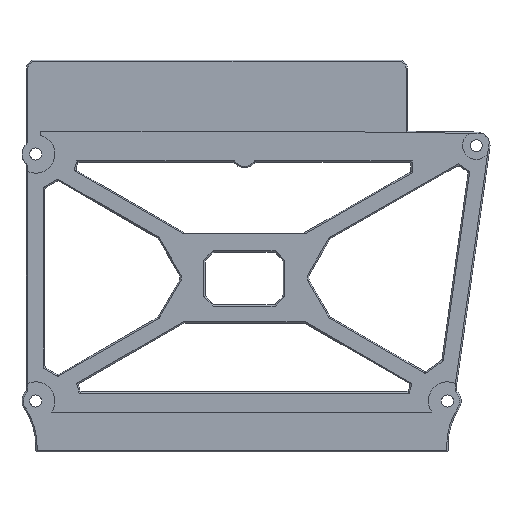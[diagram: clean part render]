
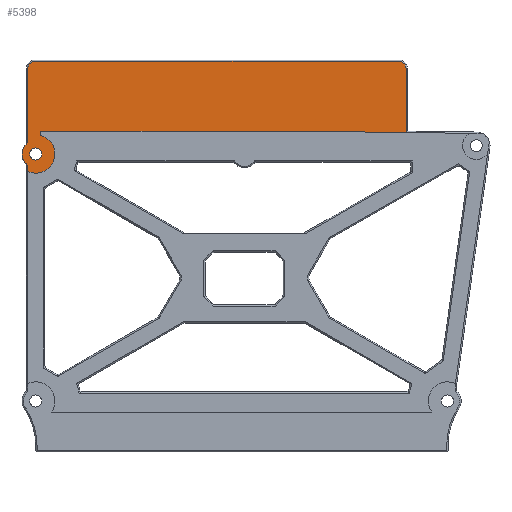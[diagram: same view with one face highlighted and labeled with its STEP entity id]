
A CAD part, front view. The second image highlights one B-rep face of the part: STEP entity #5398.
In plain terms, the highlighted planar face has unit normal (0, -1, 0).
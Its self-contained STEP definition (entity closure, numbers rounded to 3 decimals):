
#161=FACE_BOUND('',#711,.T.);
#187=CIRCLE('',#5740,5.);
#192=CIRCLE('',#5748,2.5);
#194=CIRCLE('',#5752,2.5);
#205=CIRCLE('',#5778,6.977);
#215=CIRCLE('',#5804,2.2);
#345=FACE_OUTER_BOUND('',#710,.T.);
#710=EDGE_LOOP('',(#3850,#3851,#3852,#3853,#3854,#3855,#3856,#3857,#3858,
#3859,#3860,#3861));
#711=EDGE_LOOP('',(#3862));
#1064=LINE('',#7894,#1676);
#1069=LINE('',#7907,#1681);
#1071=LINE('',#7915,#1683);
#1092=LINE('',#8130,#1704);
#1093=LINE('',#8132,#1705);
#1099=LINE('',#8154,#1711);
#1100=LINE('',#8156,#1712);
#1202=LINE('',#8683,#1814);
#1676=VECTOR('',#6262,10.);
#1681=VECTOR('',#6275,10.);
#1683=VECTOR('',#6285,10.);
#1704=VECTOR('',#6336,10.);
#1705=VECTOR('',#6337,10.);
#1711=VECTOR('',#6361,10.);
#1712=VECTOR('',#6362,10.);
#1814=VECTOR('',#6514,10.);
#2296=VERTEX_POINT('',#7855);
#2297=VERTEX_POINT('',#7857);
#2307=VERTEX_POINT('',#7891);
#2308=VERTEX_POINT('',#7893);
#2310=VERTEX_POINT('',#7899);
#2312=VERTEX_POINT('',#7905);
#2314=VERTEX_POINT('',#7911);
#2346=VERTEX_POINT('',#8129);
#2347=VERTEX_POINT('',#8131);
#2354=VERTEX_POINT('',#8153);
#2355=VERTEX_POINT('',#8155);
#2356=VERTEX_POINT('',#8157);
#2460=VERTEX_POINT('',#8686);
#2750=EDGE_CURVE('',#2297,#2296,#187,.T.);
#2761=EDGE_CURVE('',#2307,#2308,#1064,.T.);
#2765=EDGE_CURVE('',#2310,#2307,#192,.T.);
#2768=EDGE_CURVE('',#2312,#2310,#1069,.T.);
#2771=EDGE_CURVE('',#2314,#2312,#194,.T.);
#2772=EDGE_CURVE('',#2297,#2314,#1071,.T.);
#2815=EDGE_CURVE('',#2308,#2346,#1092,.F.);
#2816=EDGE_CURVE('',#2346,#2347,#1093,.T.);
#2828=EDGE_CURVE('',#2347,#2354,#1099,.T.);
#2829=EDGE_CURVE('',#2355,#2354,#1100,.T.);
#2830=EDGE_CURVE('',#2356,#2355,#205,.T.);
#2958=EDGE_CURVE('',#2356,#2296,#1202,.T.);
#2960=EDGE_CURVE('',#2460,#2460,#215,.T.);
#3850=ORIENTED_EDGE('',*,*,#2830,.T.);
#3851=ORIENTED_EDGE('',*,*,#2829,.T.);
#3852=ORIENTED_EDGE('',*,*,#2828,.F.);
#3853=ORIENTED_EDGE('',*,*,#2816,.F.);
#3854=ORIENTED_EDGE('',*,*,#2815,.F.);
#3855=ORIENTED_EDGE('',*,*,#2761,.F.);
#3856=ORIENTED_EDGE('',*,*,#2765,.F.);
#3857=ORIENTED_EDGE('',*,*,#2768,.F.);
#3858=ORIENTED_EDGE('',*,*,#2771,.F.);
#3859=ORIENTED_EDGE('',*,*,#2772,.F.);
#3860=ORIENTED_EDGE('',*,*,#2750,.T.);
#3861=ORIENTED_EDGE('',*,*,#2958,.F.);
#3862=ORIENTED_EDGE('',*,*,#2960,.T.);
#5095=PLANE('',#5803);
#5398=ADVANCED_FACE('',(#345,#161),#5095,.T.);
#5740=AXIS2_PLACEMENT_3D('',#7858,#6245,#6246);
#5748=AXIS2_PLACEMENT_3D('',#7901,#6269,#6270);
#5752=AXIS2_PLACEMENT_3D('',#7913,#6281,#6282);
#5778=AXIS2_PLACEMENT_3D('',#8158,#6363,#6364);
#5803=AXIS2_PLACEMENT_3D('',#8685,#6516,#6517);
#5804=AXIS2_PLACEMENT_3D('',#8687,#6518,#6519);
#6245=DIRECTION('center_axis',(0.,-1.,0.));
#6246=DIRECTION('ref_axis',(1.,0.,0.));
#6262=DIRECTION('',(0.,0.,-1.));
#6269=DIRECTION('center_axis',(0.,1.,0.));
#6270=DIRECTION('ref_axis',(0.707,0.,0.707));
#6275=DIRECTION('',(1.,0.,0.));
#6281=DIRECTION('center_axis',(0.,1.,0.));
#6282=DIRECTION('ref_axis',(-0.707,0.,0.707));
#6285=DIRECTION('',(0.,0.,1.));
#6336=DIRECTION('',(1.,0.,-0.013));
#6337=DIRECTION('',(-1.,-0.013,0.));
#6361=DIRECTION('',(-1.,0.,0.));
#6362=DIRECTION('',(0.,0.,1.));
#6363=DIRECTION('center_axis',(0.,-1.,0.));
#6364=DIRECTION('ref_axis',(0.255,0.,0.967));
#6514=DIRECTION('',(0.,0.,1.));
#6516=DIRECTION('center_axis',(0.,-1.,0.));
#6517=DIRECTION('ref_axis',(0.,0.,-1.));
#6518=DIRECTION('center_axis',(0.,1.,0.));
#6519=DIRECTION('ref_axis',(1.,0.,0.));
#7855=CARTESIAN_POINT('',(133.77,3.17,104.426));
#7857=CARTESIAN_POINT('',(133.77,3.17,112.627));
#7858=CARTESIAN_POINT('Origin',(136.631,3.17,108.526));
#7891=CARTESIAN_POINT('',(271.56,3.17,139.724));
#7893=CARTESIAN_POINT('',(271.56,3.17,116.349));
#7894=CARTESIAN_POINT('',(271.56,3.17,91.701));
#7899=CARTESIAN_POINT('',(269.06,3.17,142.224));
#7901=CARTESIAN_POINT('Origin',(269.06,3.17,139.724));
#7905=CARTESIAN_POINT('',(136.27,3.17,142.224));
#7907=CARTESIAN_POINT('',(211.702,3.17,142.224));
#7911=CARTESIAN_POINT('',(133.77,3.17,139.724));
#7913=CARTESIAN_POINT('Origin',(136.27,3.17,139.724));
#7915=CARTESIAN_POINT('',(133.77,3.17,91.701));
#8129=CARTESIAN_POINT('',(232.438,3.17,116.842));
#8130=CARTESIAN_POINT('',(234.995,3.17,116.81));
#8131=CARTESIAN_POINT('',(232.403,3.169,116.842));
#8132=CARTESIAN_POINT('',(264.927,3.579,116.842));
#8153=CARTESIAN_POINT('',(138.412,3.169,116.842));
#8154=CARTESIAN_POINT('',(138.412,3.169,116.842));
#8155=CARTESIAN_POINT('',(138.412,3.17,115.272));
#8156=CARTESIAN_POINT('',(138.412,3.17,94.102));
#8157=CARTESIAN_POINT('',(133.77,3.17,102.162));
#8158=CARTESIAN_POINT('Origin',(136.631,3.17,108.526));
#8683=CARTESIAN_POINT('',(133.77,3.17,60.755));
#8685=CARTESIAN_POINT('Origin',(211.658,3.17,71.362));
#8686=CARTESIAN_POINT('',(134.431,3.17,108.526));
#8687=CARTESIAN_POINT('Origin',(136.631,3.17,108.526));
